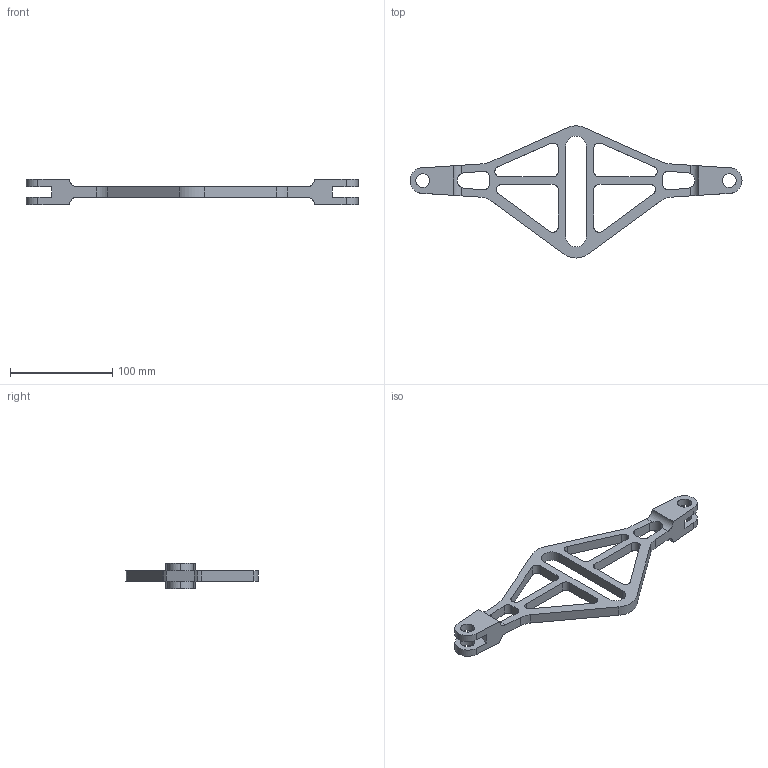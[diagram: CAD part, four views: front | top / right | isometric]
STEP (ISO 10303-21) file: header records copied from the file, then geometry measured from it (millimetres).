
FILE_DESCRIPTION (( 'STEP AP214' ), '1' );
FILE_NAME ('Part35.STEP', '2025-03-03T12:56:25', ( '' ), ( '' ), 'SwSTEP 2.0', 'SolidWorks 2024', '' );
FILE_SCHEMA (( 'AUTOMOTIVE_DESIGN' ));
Length unit declared in the file: millimetre
Products named in the file (1): Part35
Bounding box: 325 x 129.24 x 25 mm (x, y, z)
Volume: 111487.5 mm3; surface area: 43299.8 mm2
Topology: 1 solids, 1 shells, 91 faces, 275 edges, 182 vertices
Faces by surface type: cylinder 47, plane 40, cone 4
Entity records: 3282 total; most frequent: CARTESIAN_POINT 691, ORIENTED_EDGE 550, DIRECTION 537, EDGE_CURVE 275, AXIS2_PLACEMENT_3D 184, VERTEX_POINT 182, VECTOR 169, LINE 169
